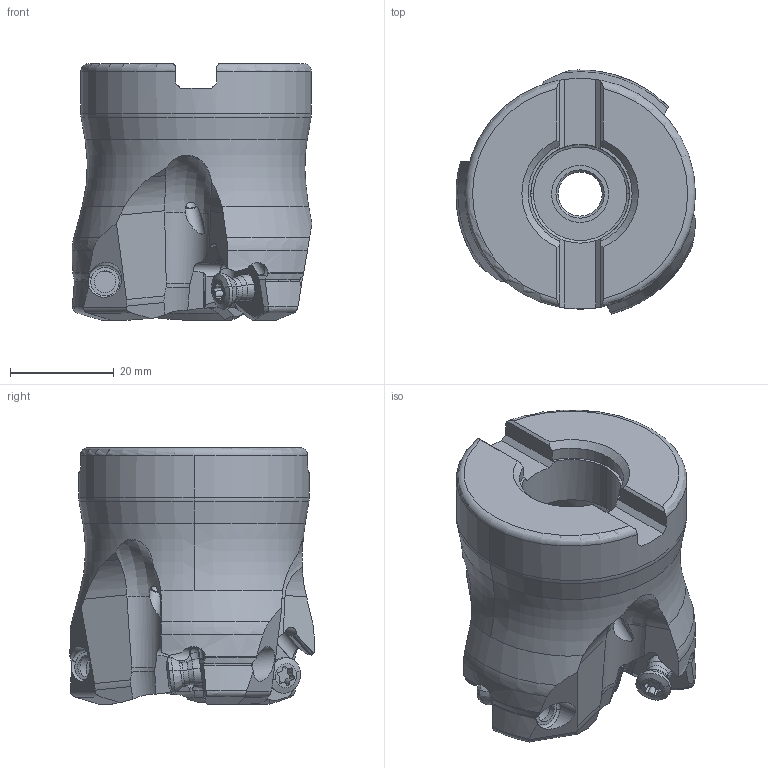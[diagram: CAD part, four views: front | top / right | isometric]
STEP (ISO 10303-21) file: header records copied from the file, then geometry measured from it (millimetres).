
FILE_DESCRIPTION(/* description */ (''),/* implementation_level */ '2;1');
FILE_NAME(/* name */ 'WJX14UR2_0003AA.stp',/* time_stamp */ '2019-02-12T19:00:11+09:00',/* author */ (''),/* organization */ (''),/* preprocessor_version */ 'ST-DEVELOPER v16',/* originating_system */ 'SIEMENS PLM Software NX 10.0',/* authorisation */ '');
FILE_SCHEMA (('AUTOMOTIVE_DESIGN { 1 0 10303 214 3 1 1 1 }'));
Length unit declared in the file: millimetre
Products named in the file (1): WJX14UR2_0003AA_ASM
Bounding box: 46.21 x 47.02 x 49.5 mm (x, y, z)
Volume: 49328.2 mm3; surface area: 15426.5 mm2
Topology: 5 solids, 5 shells, 486 faces, 1407 edges, 918 vertices
Faces by surface type: cylinder 191, plane 144, cone 51, torus 50, sphere 33, bspline 17
Entity records: 20120 total; most frequent: CARTESIAN_POINT 7553, ORIENTED_EDGE 2784, DIRECTION 2506, EDGE_CURVE 1392, AXIS2_PLACEMENT_3D 1058, VERTEX_POINT 918, EDGE_LOOP 504, ADVANCED_FACE 486
